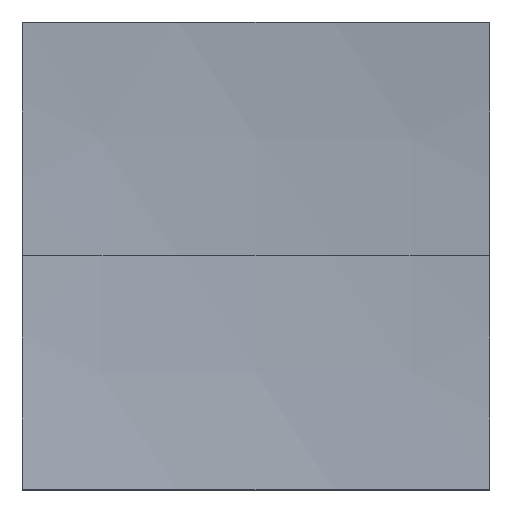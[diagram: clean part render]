
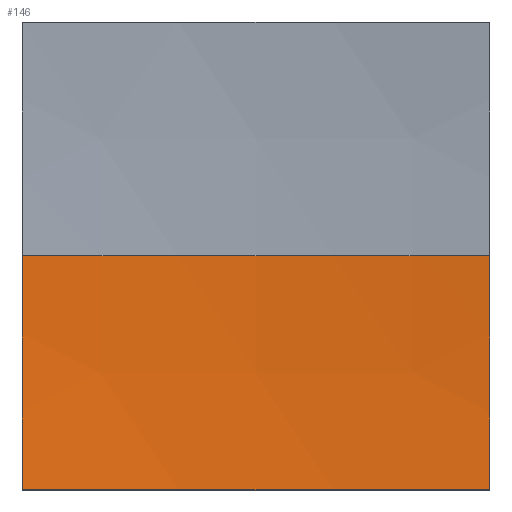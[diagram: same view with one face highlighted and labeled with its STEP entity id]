
A CAD part, top view. The second image highlights one B-rep face of the part: STEP entity #146.
In plain terms, the highlighted spherical face has radius 70 mm.
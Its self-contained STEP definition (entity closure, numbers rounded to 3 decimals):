
#4 = DIRECTION ( 'NONE',  ( -1., 0., 0. ) ) ;
#6 = ORIENTED_EDGE ( 'NONE', *, *, #97, .T. ) ;
#14 = ORIENTED_EDGE ( 'NONE', *, *, #59, .F. ) ;
#15 = EDGE_CURVE ( 'NONE', #135, #52, #242, .T. ) ;
#16 = CIRCLE ( 'NONE', #48, 69.72 ) ;
#26 = DIRECTION ( 'NONE',  ( 0., 1., 0. ) ) ;
#32 = DIRECTION ( 'NONE',  ( 0., 0., -1. ) ) ;
#34 = ORIENTED_EDGE ( 'NONE', *, *, #143, .T. ) ;
#40 = EDGE_CURVE ( 'NONE', #187, #222, #219, .T. ) ;
#43 = CARTESIAN_POINT ( 'NONE',  ( 0., -6.25, 73. ) ) ;
#45 = SPHERICAL_SURFACE ( 'NONE', #237, 70. ) ;
#47 = CARTESIAN_POINT ( 'NONE',  ( 6.25, -6.25, 3.56 ) ) ;
#48 = AXIS2_PLACEMENT_3D ( 'NONE', #92, #223, #32 ) ;
#52 = VERTEX_POINT ( 'NONE', #177 ) ;
#58 = CIRCLE ( 'NONE', #190, 69.72 ) ;
#59 = EDGE_CURVE ( 'NONE', #222, #67, #58, .T. ) ;
#65 = AXIS2_PLACEMENT_3D ( 'NONE', #85, #26, #4 ) ;
#67 = VERTEX_POINT ( 'NONE', #120 ) ;
#71 = ORIENTED_EDGE ( 'NONE', *, *, #40, .F. ) ;
#72 = CARTESIAN_POINT ( 'NONE',  ( 0., 0., 3. ) ) ;
#80 = AXIS2_PLACEMENT_3D ( 'NONE', #43, #83, #233 ) ;
#81 = DIRECTION ( 'NONE',  ( 0., 0., -1. ) ) ;
#83 = DIRECTION ( 'NONE',  ( 0., 1., 0. ) ) ;
#85 = CARTESIAN_POINT ( 'NONE',  ( 0., 0., 73. ) ) ;
#92 = CARTESIAN_POINT ( 'NONE',  ( 6.25, 0., 73. ) ) ;
#97 = EDGE_CURVE ( 'NONE', #187, #52, #16, .T. ) ;
#120 = CARTESIAN_POINT ( 'NONE',  ( -6.25, 0., 3.28 ) ) ;
#127 = CARTESIAN_POINT ( 'NONE',  ( 0., 0., 73. ) ) ;
#135 = VERTEX_POINT ( 'NONE', #72 ) ;
#139 = AXIS2_PLACEMENT_3D ( 'NONE', #181, #251, #81 ) ;
#140 = CARTESIAN_POINT ( 'NONE',  ( -6.25, 0., 73. ) ) ;
#143 = EDGE_CURVE ( 'NONE', #135, #67, #150, .T. ) ;
#145 = CARTESIAN_POINT ( 'NONE',  ( -6.25, -6.25, 3.56 ) ) ;
#146 = ADVANCED_FACE ( 'NONE', ( #195 ), #45, .F. ) ;
#150 = CIRCLE ( 'NONE', #65, 70. ) ;
#157 = EDGE_LOOP ( 'NONE', ( #246, #34, #14, #71, #6 ) ) ;
#177 = CARTESIAN_POINT ( 'NONE',  ( 6.25, 0., 3.28 ) ) ;
#181 = CARTESIAN_POINT ( 'NONE',  ( 0., 0., 73. ) ) ;
#184 = DIRECTION ( 'NONE',  ( 0., 1., 0. ) ) ;
#187 = VERTEX_POINT ( 'NONE', #47 ) ;
#190 = AXIS2_PLACEMENT_3D ( 'NONE', #140, #248, #191 ) ;
#191 = DIRECTION ( 'NONE',  ( 0., 0., -1. ) ) ;
#195 = FACE_OUTER_BOUND ( 'NONE', #157, .T. ) ;
#219 = CIRCLE ( 'NONE', #80, 69.72 ) ;
#222 = VERTEX_POINT ( 'NONE', #145 ) ;
#223 = DIRECTION ( 'NONE',  ( 1., 0., 0. ) ) ;
#233 = DIRECTION ( 'NONE',  ( 0., 0., 1. ) ) ;
#235 = DIRECTION ( 'NONE',  ( 1., 0., 0. ) ) ;
#237 = AXIS2_PLACEMENT_3D ( 'NONE', #127, #184, #235 ) ;
#242 = CIRCLE ( 'NONE', #139, 70. ) ;
#246 = ORIENTED_EDGE ( 'NONE', *, *, #15, .F. ) ;
#248 = DIRECTION ( 'NONE',  ( 1., 0., 0. ) ) ;
#251 = DIRECTION ( 'NONE',  ( 0., -1., 0. ) ) ;
